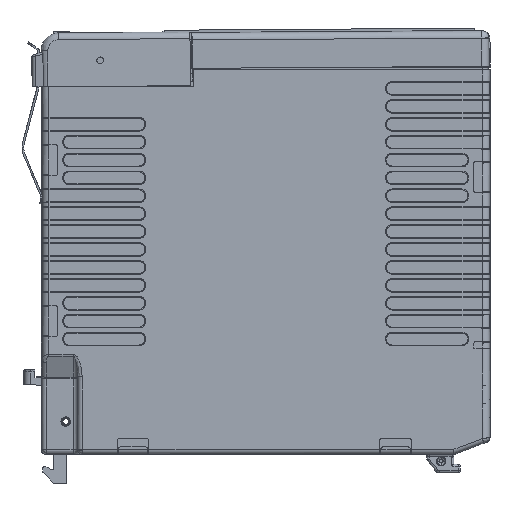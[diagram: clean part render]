
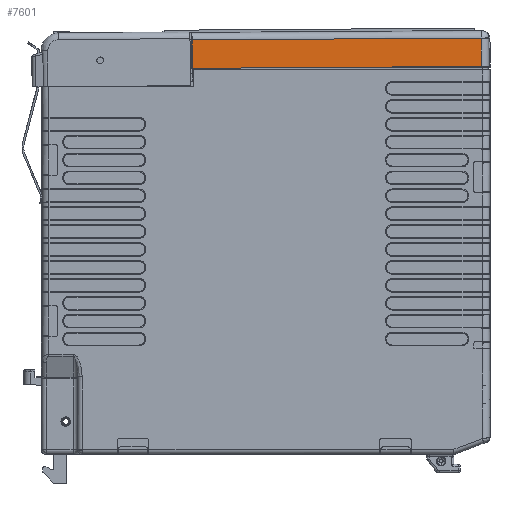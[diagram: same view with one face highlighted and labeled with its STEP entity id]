
A CAD part, left-side view. The second image highlights one B-rep face of the part: STEP entity #7601.
In plain terms, the highlighted planar face has unit normal (-1, 0, 0).
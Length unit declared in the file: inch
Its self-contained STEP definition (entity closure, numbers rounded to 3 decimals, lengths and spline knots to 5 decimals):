
#43 = EDGE_CURVE ( 'NONE', #149687, #127860, #155101, .T. ) ;
#6811 = LINE ( 'NONE', #17822, #56849 ) ;
#7601 = ADVANCED_FACE ( 'NONE', ( #103153 ), #154607, .T. ) ;
#11833 = AXIS2_PLACEMENT_3D ( 'NONE', #105648, #119968, #146109 ) ;
#13397 = VERTEX_POINT ( 'NONE', #76689 ) ;
#17822 = CARTESIAN_POINT ( 'NONE',  ( -0.9, -1.52806, 0.28107 ) ) ;
#18338 = VECTOR ( 'NONE', #155079, 39.37008 ) ;
#18751 = VERTEX_POINT ( 'NONE', #60738 ) ;
#20720 = ORIENTED_EDGE ( 'NONE', *, *, #116192, .T. ) ;
#27237 = CARTESIAN_POINT ( 'NONE',  ( -0.90001, 1.3588, 0.01224 ) ) ;
#39501 = CARTESIAN_POINT ( 'NONE',  ( -0.89992, 1.36899, 1.55343 ) ) ;
#43560 = DIRECTION ( 'NONE',  ( 0., -1., 0.007 ) ) ;
#52896 = EDGE_CURVE ( 'NONE', #127860, #13397, #159166, .T. ) ;
#52993 = LINE ( 'NONE', #79981, #18338 ) ;
#56368 = EDGE_LOOP ( 'NONE', ( #85570, #20720, #83843, #144502, #131285 ) ) ;
#56849 = VECTOR ( 'NONE', #58303, 39.37008 ) ;
#58303 = DIRECTION ( 'NONE',  ( 0., 1., -0.007 ) ) ;
#60066 = EDGE_CURVE ( 'NONE', #18751, #83453, #52993, .T. ) ;
#60738 = CARTESIAN_POINT ( 'NONE',  ( -0.9, -1.18374, 0.27274 ) ) ;
#75706 = VECTOR ( 'NONE', #90974, 39.37008 ) ;
#76689 = CARTESIAN_POINT ( 'NONE',  ( -0.90001, -1.18535, 0.02904 ) ) ;
#78036 = CARTESIAN_POINT ( 'NONE',  ( -0.9, 1.36045, 0.26198 ) ) ;
#79981 = CARTESIAN_POINT ( 'NONE',  ( -0.9002, -1.20743, -3.3138 ) ) ;
#80540 = DIRECTION ( 'NONE',  ( 0., 0.007, 1. ) ) ;
#83453 = VERTEX_POINT ( 'NONE', #164509 ) ;
#83843 = ORIENTED_EDGE ( 'NONE', *, *, #60066, .T. ) ;
#85570 = ORIENTED_EDGE ( 'NONE', *, *, #52896, .T. ) ;
#90974 = DIRECTION ( 'NONE',  ( 0., -0.007, -1. ) ) ;
#96907 = VECTOR ( 'NONE', #43560, 39.37008 ) ;
#103153 = FACE_OUTER_BOUND ( 'NONE', #56368, .T. ) ;
#105270 = VECTOR ( 'NONE', #80540, 39.37008 ) ;
#105648 = CARTESIAN_POINT ( 'NONE',  ( -0.9002, 2.6698, -3.33941 ) ) ;
#106685 = LINE ( 'NONE', #158144, #105270 ) ;
#116192 = EDGE_CURVE ( 'NONE', #13397, #18751, #106685, .T. ) ;
#119968 = DIRECTION ( 'NONE',  ( -1., 0., 0. ) ) ;
#125930 = EDGE_CURVE ( 'NONE', #83453, #149687, #6811, .T. ) ;
#127860 = VERTEX_POINT ( 'NONE', #27237 ) ;
#131285 = ORIENTED_EDGE ( 'NONE', *, *, #43, .T. ) ;
#138614 = CARTESIAN_POINT ( 'NONE',  ( -0.90001, 1.63872, 0.01039 ) ) ;
#144502 = ORIENTED_EDGE ( 'NONE', *, *, #125930, .T. ) ;
#146109 = DIRECTION ( 'NONE',  ( 0., 1., 0. ) ) ;
#149687 = VERTEX_POINT ( 'NONE', #78036 ) ;
#154607 = PLANE ( 'NONE',  #11833 ) ;
#155079 = DIRECTION ( 'NONE',  ( 0., 0.007, 1. ) ) ;
#155101 = LINE ( 'NONE', #39501, #75706 ) ;
#158144 = CARTESIAN_POINT ( 'NONE',  ( -0.9002, -1.20743, -3.3138 ) ) ;
#159166 = LINE ( 'NONE', #138614, #96907 ) ;
#164509 = CARTESIAN_POINT ( 'NONE',  ( -0.9, -1.1837, 0.27879 ) ) ;
